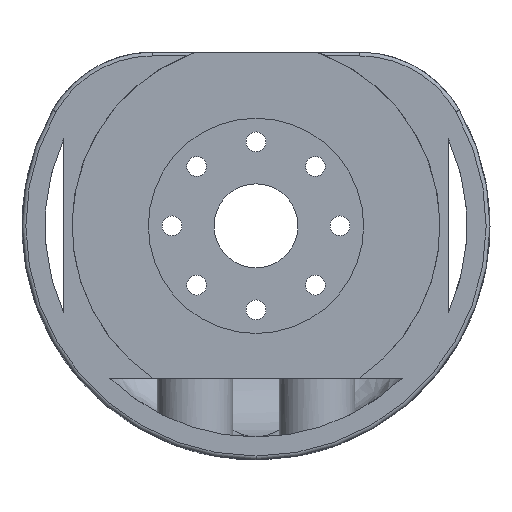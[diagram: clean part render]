
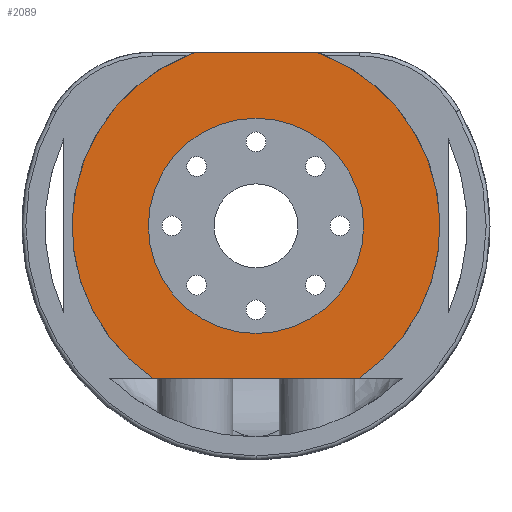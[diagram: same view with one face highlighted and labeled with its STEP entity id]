
A CAD part, front view. The second image highlights one B-rep face of the part: STEP entity #2089.
In plain terms, the highlighted planar face has unit normal (0, -1, 0).
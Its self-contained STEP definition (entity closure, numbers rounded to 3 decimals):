
#46 = CARTESIAN_POINT ( 'NONE',  ( 0., -4.5, 0. ) ) ;
#73 = CARTESIAN_POINT ( 'NONE',  ( 0., -4.5, 0. ) ) ;
#235 = LINE ( 'NONE', #4371, #6989 ) ;
#290 = VERTEX_POINT ( 'NONE', #2629 ) ;
#294 = ORIENTED_EDGE ( 'NONE', *, *, #1997, .T. ) ;
#302 = ORIENTED_EDGE ( 'NONE', *, *, #7598, .F. ) ;
#729 = DIRECTION ( 'NONE',  ( 0., -1., 0. ) ) ;
#860 = ORIENTED_EDGE ( 'NONE', *, *, #3807, .F. ) ;
#874 = ORIENTED_EDGE ( 'NONE', *, *, #5201, .T. ) ;
#1100 = CARTESIAN_POINT ( 'NONE',  ( 0., -4.5, 0. ) ) ;
#1310 = LINE ( 'NONE', #3546, #7407 ) ;
#1421 = DIRECTION ( 'NONE',  ( 0., -1., 0. ) ) ;
#1621 = AXIS2_PLACEMENT_3D ( 'NONE', #7138, #3515, #4082 ) ;
#1703 = DIRECTION ( 'NONE',  ( 0., -1., 0. ) ) ;
#1953 = VERTEX_POINT ( 'NONE', #7861 ) ;
#1997 = EDGE_CURVE ( 'NONE', #1953, #3861, #5314, .T. ) ;
#2048 = CIRCLE ( 'NONE', #1621, 24.1 ) ;
#2089 = ADVANCED_FACE ( 'NONE', ( #2754, #4094 ), #5533, .T. ) ;
#2164 = EDGE_CURVE ( 'NONE', #3727, #6031, #2469, .T. ) ;
#2469 = CIRCLE ( 'NONE', #4981, 14.1 ) ;
#2528 = EDGE_LOOP ( 'NONE', ( #860, #4146 ) ) ;
#2629 = CARTESIAN_POINT ( 'NONE',  ( -7.953, -4.5, 22.75 ) ) ;
#2754 = FACE_BOUND ( 'NONE', #2528, .T. ) ;
#2767 = EDGE_CURVE ( 'NONE', #1953, #6776, #235, .T. ) ;
#3213 = AXIS2_PLACEMENT_3D ( 'NONE', #1100, #1703, #3575 ) ;
#3515 = DIRECTION ( 'NONE',  ( 0., -1., 0. ) ) ;
#3546 = CARTESIAN_POINT ( 'NONE',  ( -30.651, -4.5, 22.75 ) ) ;
#3575 = DIRECTION ( 'NONE',  ( 0., 0., -1. ) ) ;
#3673 = EDGE_LOOP ( 'NONE', ( #294, #302, #874, #6702 ) ) ;
#3723 = AXIS2_PLACEMENT_3D ( 'NONE', #46, #6734, #4325 ) ;
#3727 = VERTEX_POINT ( 'NONE', #5113 ) ;
#3807 = EDGE_CURVE ( 'NONE', #6031, #3727, #5115, .T. ) ;
#3814 = CARTESIAN_POINT ( 'NONE',  ( -13.521, -4.5, -19.95 ) ) ;
#3861 = VERTEX_POINT ( 'NONE', #7540 ) ;
#4082 = DIRECTION ( 'NONE',  ( 0., 0., -1. ) ) ;
#4094 = FACE_OUTER_BOUND ( 'NONE', #3673, .T. ) ;
#4146 = ORIENTED_EDGE ( 'NONE', *, *, #2164, .F. ) ;
#4169 = DIRECTION ( 'NONE',  ( 1., 0., 0. ) ) ;
#4325 = DIRECTION ( 'NONE',  ( 0., 0., -1. ) ) ;
#4371 = CARTESIAN_POINT ( 'NONE',  ( 0., -4.5, -19.95 ) ) ;
#4981 = AXIS2_PLACEMENT_3D ( 'NONE', #73, #729, #4993 ) ;
#4993 = DIRECTION ( 'NONE',  ( 0., 0., -1. ) ) ;
#5010 = DIRECTION ( 'NONE',  ( -1., 0., 0. ) ) ;
#5113 = CARTESIAN_POINT ( 'NONE',  ( 0., -4.5, 14.1 ) ) ;
#5115 = CIRCLE ( 'NONE', #5406, 14.1 ) ;
#5163 = DIRECTION ( 'NONE',  ( 0., 0., -1. ) ) ;
#5201 = EDGE_CURVE ( 'NONE', #290, #6776, #2048, .T. ) ;
#5314 = CIRCLE ( 'NONE', #3213, 24.1 ) ;
#5406 = AXIS2_PLACEMENT_3D ( 'NONE', #6880, #1421, #5163 ) ;
#5533 = PLANE ( 'NONE',  #3723 ) ;
#6031 = VERTEX_POINT ( 'NONE', #6830 ) ;
#6702 = ORIENTED_EDGE ( 'NONE', *, *, #2767, .F. ) ;
#6734 = DIRECTION ( 'NONE',  ( 0., -1., 0. ) ) ;
#6776 = VERTEX_POINT ( 'NONE', #3814 ) ;
#6830 = CARTESIAN_POINT ( 'NONE',  ( 0., -4.5, -14.1 ) ) ;
#6880 = CARTESIAN_POINT ( 'NONE',  ( 0., -4.5, 0. ) ) ;
#6989 = VECTOR ( 'NONE', #5010, 1000. ) ;
#7138 = CARTESIAN_POINT ( 'NONE',  ( 0., -4.5, 0. ) ) ;
#7407 = VECTOR ( 'NONE', #4169, 1000. ) ;
#7540 = CARTESIAN_POINT ( 'NONE',  ( 7.953, -4.5, 22.75 ) ) ;
#7598 = EDGE_CURVE ( 'NONE', #290, #3861, #1310, .T. ) ;
#7861 = CARTESIAN_POINT ( 'NONE',  ( 13.521, -4.5, -19.95 ) ) ;
